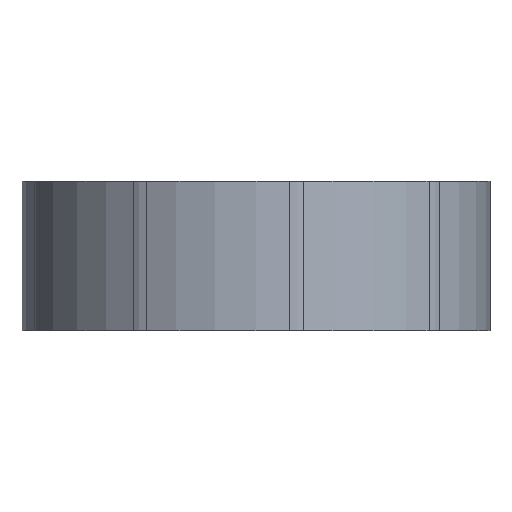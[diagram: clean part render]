
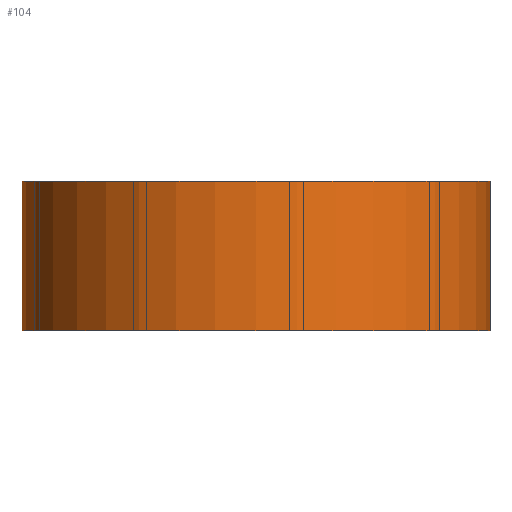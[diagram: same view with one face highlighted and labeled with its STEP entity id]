
A CAD part, front view. The second image highlights one B-rep face of the part: STEP entity #104.
In plain terms, the highlighted cylindrical face has radius 78.5 mm (diameter 157 mm), a partial arc.
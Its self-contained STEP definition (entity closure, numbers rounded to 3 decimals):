
#44=CYLINDRICAL_SURFACE('',#1491,78.5);
#104=ADVANCED_FACE('',(#170),#44,.T.);
#170=FACE_OUTER_BOUND('',#256,.F.);
#256=EDGE_LOOP('',(#543,#544,#545,#546));
#543=ORIENTED_EDGE('',*,*,#1191,.T.);
#544=ORIENTED_EDGE('',*,*,#1197,.F.);
#545=ORIENTED_EDGE('',*,*,#1195,.T.);
#546=ORIENTED_EDGE('',*,*,#1198,.T.);
#859=LINE('',#2188,#1011);
#860=LINE('',#2189,#1012);
#1011=VECTOR('',#1728,50.);
#1012=VECTOR('',#1729,50.);
#1191=EDGE_CURVE('',#1258,#1257,#1243,.T.);
#1195=EDGE_CURVE('',#1256,#1255,#1247,.T.);
#1197=EDGE_CURVE('',#1256,#1257,#859,.T.);
#1198=EDGE_CURVE('',#1255,#1258,#860,.T.);
#1243=CIRCLE('',#1436,78.5);
#1247=CIRCLE('',#1440,78.5);
#1255=VERTEX_POINT('',#1890);
#1256=VERTEX_POINT('',#1891);
#1257=VERTEX_POINT('',#1892);
#1258=VERTEX_POINT('',#1893);
#1436=AXIS2_PLACEMENT_3D('',#2182,#1716,#1717);
#1440=AXIS2_PLACEMENT_3D('',#2186,#1724,#1725);
#1491=AXIS2_PLACEMENT_3D('',#2249,#1838,#1839);
#1716=DIRECTION('',(0.,0.,1.));
#1717=DIRECTION('',(-1.,0.,0.));
#1724=DIRECTION('',(0.,0.,-1.));
#1725=DIRECTION('',(1.,0.,0.));
#1728=DIRECTION('',(0.,0.,1.));
#1729=DIRECTION('',(0.,0.,1.));
#1838=DIRECTION('',(0.,0.,1.));
#1839=DIRECTION('',(-1.,0.,0.));
#1890=CARTESIAN_POINT('',(-78.5,0.,0.));
#1891=CARTESIAN_POINT('',(78.5,0.,0.));
#1892=CARTESIAN_POINT('',(78.5,0.,50.));
#1893=CARTESIAN_POINT('',(-78.5,0.,50.));
#2182=CARTESIAN_POINT('',(0.,0.,50.));
#2186=CARTESIAN_POINT('',(0.,0.,0.));
#2188=CARTESIAN_POINT('',(78.5,0.,0.));
#2189=CARTESIAN_POINT('',(-78.5,0.,0.));
#2249=CARTESIAN_POINT('',(0.,0.,0.));
